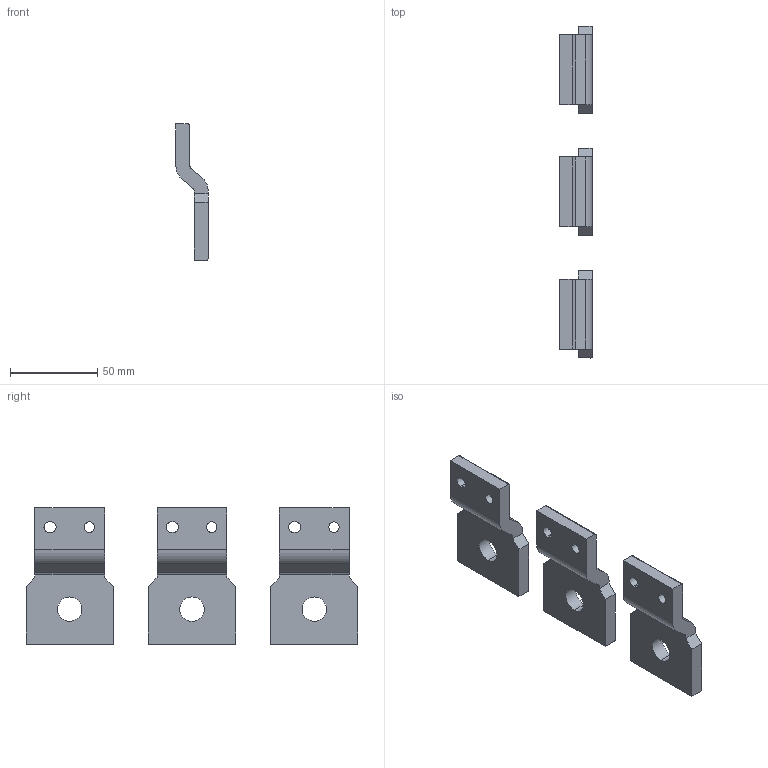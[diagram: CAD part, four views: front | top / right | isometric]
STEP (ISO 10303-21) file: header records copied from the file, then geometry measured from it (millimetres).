
FILE_DESCRIPTION((''),'2;1');
FILE_NAME('1SDH002065A1189_IGES','2020-07-29T15:03:46',('ITMADEL7'),(''),'CREO PARAMETRIC BY PTC INC, 2019030','CREO PARAMETRIC BY PTC INC, 2019030','');
FILE_SCHEMA(('AUTOMOTIVE_DESIGN { 1 0 10303 214 1 1 1 1 }'));
Length unit declared in the file: millimetre
Products named in the file (1): 1SDH002065A1189_IGES
Bounding box: 18.5 x 190 x 78 mm (x, y, z)
Volume: 82156.1 mm3; surface area: 28647.3 mm2
Topology: 3 solids, 3 shells, 84 faces, 240 edges, 162 vertices
Faces by surface type: plane 48, cylinder 36
Entity records: 4064 total; most frequent: CARTESIAN_POINT 488, DIRECTION 486, ORIENTED_EDGE 480, EDGE_CURVE 240, COLOUR_RGB 202, VECTOR 162, LINE 162, AXIS2_PLACEMENT_3D 162
